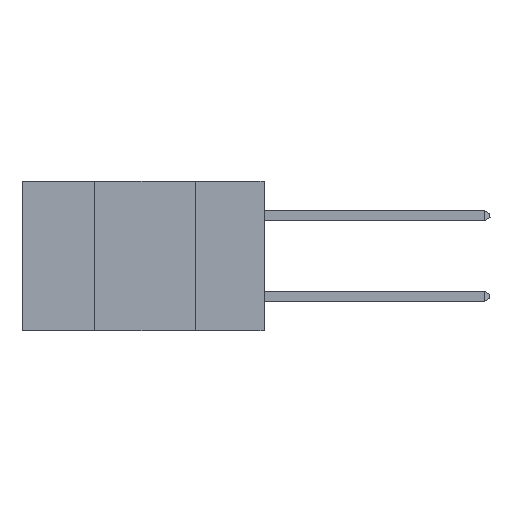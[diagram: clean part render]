
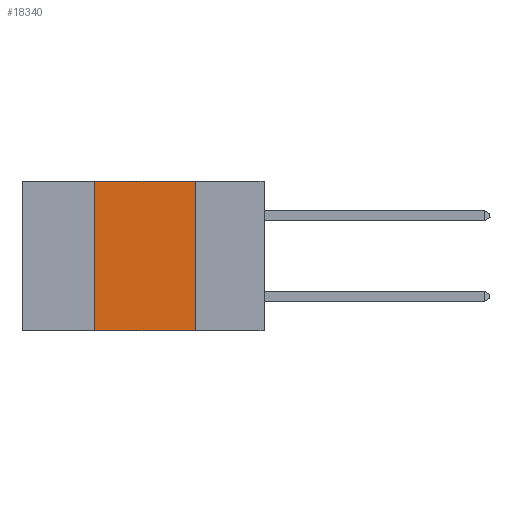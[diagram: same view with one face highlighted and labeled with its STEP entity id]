
A CAD part, left-side view. The second image highlights one B-rep face of the part: STEP entity #18340.
In plain terms, the highlighted planar face has unit normal (-1, 0, 0).
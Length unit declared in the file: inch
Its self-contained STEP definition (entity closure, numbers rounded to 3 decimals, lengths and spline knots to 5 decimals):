
#193 = DIRECTION ( 'NONE',  ( 1., 0., 0. ) ) ;
#1400 = LINE ( 'NONE', #17210, #17936 ) ;
#1670 = DIRECTION ( 'NONE',  ( 0., -1., 0. ) ) ;
#1856 = PLANE ( 'NONE',  #18169 ) ;
#2351 = CARTESIAN_POINT ( 'NONE',  ( 0., 0.17, 0. ) ) ;
#2427 = CARTESIAN_POINT ( 'NONE',  ( 0., 0.17, 0. ) ) ;
#2834 = VECTOR ( 'NONE', #7850, 39.37008 ) ;
#3097 = CARTESIAN_POINT ( 'NONE',  ( 0., 0.6, 0. ) ) ;
#3663 = ORIENTED_EDGE ( 'NONE', *, *, #12597, .F. ) ;
#3682 = LINE ( 'NONE', #5144, #12775 ) ;
#3984 = VERTEX_POINT ( 'NONE', #11478 ) ;
#4543 = DIRECTION ( 'NONE',  ( 0., 0., -1. ) ) ;
#5144 = CARTESIAN_POINT ( 'NONE',  ( 0., 0.6, 0. ) ) ;
#5901 = CARTESIAN_POINT ( 'NONE',  ( 0., 0.42, -0.37 ) ) ;
#6651 = ORIENTED_EDGE ( 'NONE', *, *, #13582, .F. ) ;
#6709 = DIRECTION ( 'NONE',  ( 0., 0., -1. ) ) ;
#7152 = ORIENTED_EDGE ( 'NONE', *, *, #7686, .F. ) ;
#7686 = EDGE_CURVE ( 'NONE', #15917, #11703, #3682, .T. ) ;
#7850 = DIRECTION ( 'NONE',  ( 0., 0., 1. ) ) ;
#8401 = FACE_OUTER_BOUND ( 'NONE', #16269, .T. ) ;
#8594 = LINE ( 'NONE', #10800, #2834 ) ;
#10800 = CARTESIAN_POINT ( 'NONE',  ( 0., 0.42, 0. ) ) ;
#11478 = CARTESIAN_POINT ( 'NONE',  ( 0., 0.17, -0.37 ) ) ;
#11692 = CARTESIAN_POINT ( 'NONE',  ( 0., 0.42, 0. ) ) ;
#11703 = VERTEX_POINT ( 'NONE', #2351 ) ;
#12597 = EDGE_CURVE ( 'NONE', #11703, #3984, #14154, .T. ) ;
#12775 = VECTOR ( 'NONE', #15109, 39.37008 ) ;
#13582 = EDGE_CURVE ( 'NONE', #15344, #15917, #8594, .T. ) ;
#14154 = LINE ( 'NONE', #2427, #16880 ) ;
#14843 = ORIENTED_EDGE ( 'NONE', *, *, #15355, .T. ) ;
#15109 = DIRECTION ( 'NONE',  ( 0., -1., 0. ) ) ;
#15344 = VERTEX_POINT ( 'NONE', #5901 ) ;
#15355 = EDGE_CURVE ( 'NONE', #15344, #3984, #1400, .T. ) ;
#15917 = VERTEX_POINT ( 'NONE', #11692 ) ;
#16269 = EDGE_LOOP ( 'NONE', ( #3663, #7152, #6651, #14843 ) ) ;
#16880 = VECTOR ( 'NONE', #6709, 39.37008 ) ;
#17210 = CARTESIAN_POINT ( 'NONE',  ( 0., 0.6, -0.37 ) ) ;
#17936 = VECTOR ( 'NONE', #1670, 39.37008 ) ;
#18169 = AXIS2_PLACEMENT_3D ( 'NONE', #3097, #193, #4543 ) ;
#18340 = ADVANCED_FACE ( 'NONE', ( #8401 ), #1856, .F. ) ;
